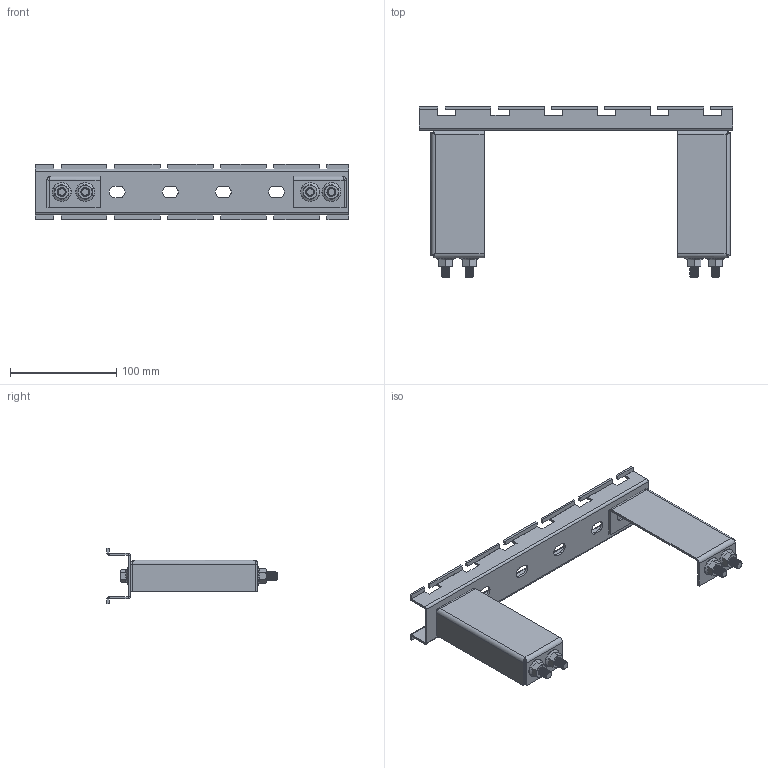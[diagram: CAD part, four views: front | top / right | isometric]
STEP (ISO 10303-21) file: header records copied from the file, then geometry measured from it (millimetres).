
FILE_DESCRIPTION (( 'STEP AP203' ), '1' );
FILE_NAME ('00406501.STEP', '2021-07-08T03:28:57', ( '' ), ( '' ), 'SwSTEP 2.0', 'SolidWorks 2020', '' );
FILE_SCHEMA (( 'CONFIG_CONTROL_DESIGN' ));
Products named in the file (1): 00406501
Bounding box: 295 x 160 x 52 mm (x, y, z)
Volume: 107871.2 mm3; surface area: 111860.2 mm2
Topology: 15 solids, 15 shells, 822 faces, 2116 edges, 1330 vertices
Faces by surface type: cylinder 330, plane 286, cone 150, bspline 32, torus 24
Entity records: 40459 total; most frequent: CARTESIAN_POINT 22479, ORIENTED_EDGE 4232, DIRECTION 3192, EDGE_CURVE 2116, VERTEX_POINT 1330, AXIS2_PLACEMENT_3D 1141, LINE 910, VECTOR 910
